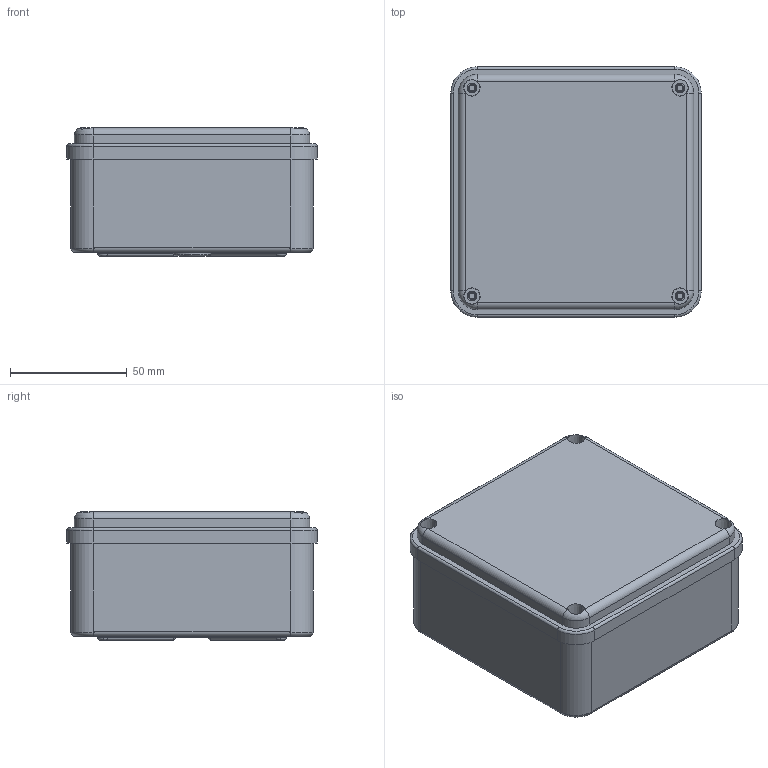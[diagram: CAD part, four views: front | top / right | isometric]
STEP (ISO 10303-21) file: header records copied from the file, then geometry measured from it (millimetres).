
FILE_DESCRIPTION (( 'STEP AP214' ), '1' );
FILE_NAME ('UKF30-100-100-050-4-6-09.STEP', '2021-12-15T08:26:15', ( '' ), ( '' ), 'SwSTEP 2.0', 'SolidWorks 2021', '' );
FILE_SCHEMA (( 'AUTOMOTIVE_DESIGN' ));
Length unit declared in the file: millimetre
Products named in the file (1): UKF30-100-100-050-4-6-09
Bounding box: 107 x 107 x 54.8 mm (x, y, z)
Volume: 81358.3 mm3; surface area: 101332.3 mm2
Topology: 2 solids, 2 shells, 695 faces, 1770 edges, 1137 vertices
Faces by surface type: plane 364, cylinder 263, torus 56, cone 12
Entity records: 21622 total; most frequent: CARTESIAN_POINT 4531, DIRECTION 3607, ORIENTED_EDGE 3540, EDGE_CURVE 1770, AXIS2_PLACEMENT_3D 1240, VERTEX_POINT 1137, LINE 1127, VECTOR 1127
